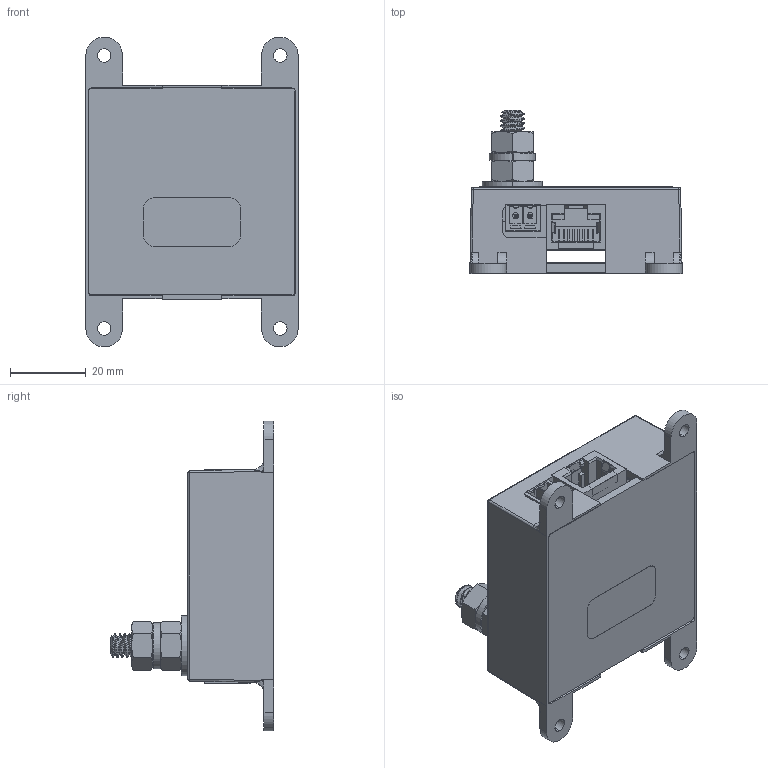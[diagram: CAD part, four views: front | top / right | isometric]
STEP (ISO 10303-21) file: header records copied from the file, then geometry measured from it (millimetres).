
FILE_DESCRIPTION (( 'STEP AP214' ), '1' );
FILE_NAME ('1101-1073-E.STEP', '2019-01-25T19:04:59', ( '' ), ( '' ), 'SwSTEP 2.0', 'SolidWorks 2018', '' );
FILE_SCHEMA (( 'AUTOMOTIVE_DESIGN' ));
Length unit declared in the file: inch
Products named in the file (30): 2003-2740; 2001-049; 102-400-024_92941A542; 2100-012; 2105-586; 2003-1052; 2200-567; 2103-030_Compressed; 2500-517; 1101-1073-E; 2103-028; 102-400-024; 2103-030; 2103-025; 2021-325; 2250-985
Assembly tree (22 placements, depth 3):
  2003-2740
  2001-049
  2105-586
  2200-567
  1101-1073-E
    2021-325
    2001-049
    2003-2740
    2103-025  x2
    2250-985
      2200-567
      2105-586
      2500-517  x2
    102-400-024_92941A542
    2103-028
    2103-030_Compressed
    2100-012  x2
    2003-1052
Bounding box: 55.88 x 42.96 x 81.53 mm (x, y, z)
Volume: 33283.9 mm3; surface area: 40623.3 mm2
Topology: 17 solids, 17 shells, 5502 faces, 14656 edges, 9745 vertices
Faces by surface type: plane 3750, bspline 994, cylinder 710, cone 44, sphere 4
Entity records: 225273 total; most frequent: CARTESIAN_POINT 78531, ORIENTED_EDGE 26964, DIRECTION 20732, EDGE_CURVE 13482, VECTOR 10112, LINE 10112, VERTEX_POINT 8966, EDGE_LOOP 5678
